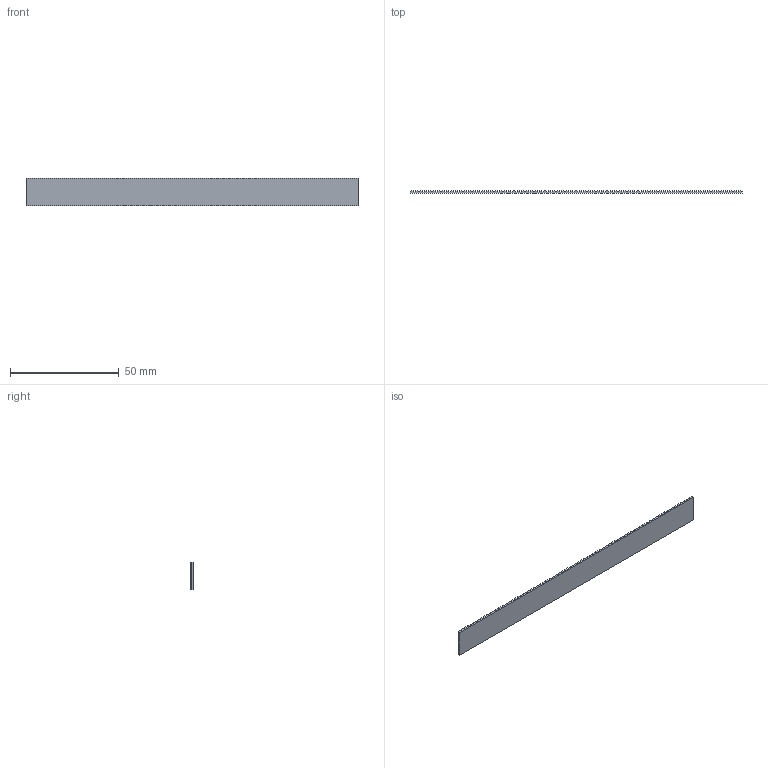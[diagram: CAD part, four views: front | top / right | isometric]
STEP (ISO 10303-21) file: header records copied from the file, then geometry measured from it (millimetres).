
FILE_DESCRIPTION (( 'STEP AP203' ), '1' );
FILE_NAME ('7959K23_1 2 Width MXL Series No. Ll050mxl Timing Belt.STEP', '2021-09-10T01:49:02', ( 'Administrator' ), ( 'Managed by Terraform' ), 'SwSTEP 2.0', 'SolidWorks 2017', '' );
FILE_SCHEMA (( 'CONFIG_CONTROL_DESIGN' ));
Length unit declared in the file: inch
Products named in the file (1): 7959K23_1 2 Width MXL Series No. Ll050mxl Timing Belt
Bounding box: 152.4 x 1.14 x 12.7 mm (x, y, z)
Volume: 1748.7 mm3; surface area: 4840.1 mm2
Topology: 1 solids, 1 shells, 306 faces, 912 edges, 608 vertices
Faces by surface type: plane 306
Entity records: 10135 total; most frequent: CARTESIAN_POINT 1827, ORIENTED_EDGE 1824, DIRECTION 1526, LINE 912, EDGE_CURVE 912, VECTOR 912, VERTEX_POINT 608, AXIS2_PLACEMENT_3D 307
